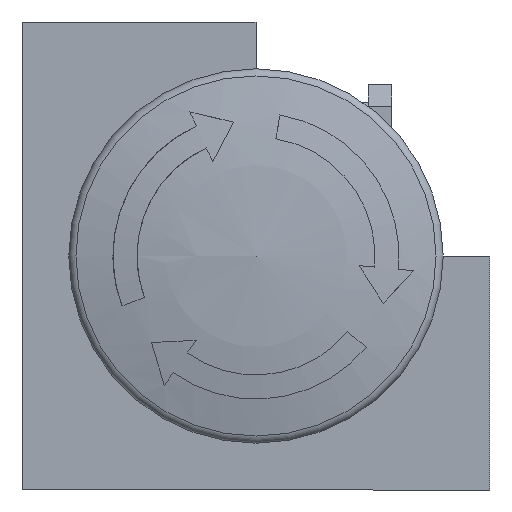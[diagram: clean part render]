
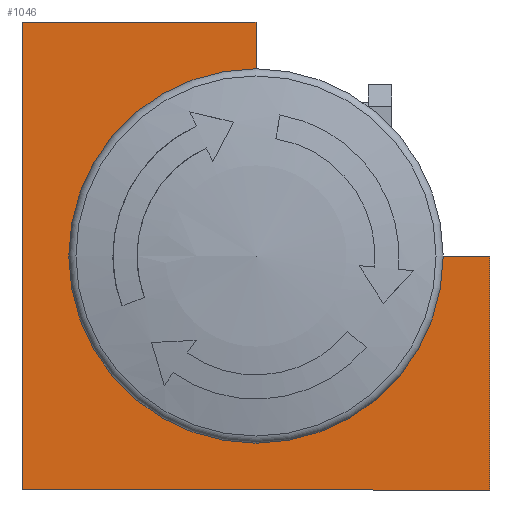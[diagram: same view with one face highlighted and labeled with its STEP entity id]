
A CAD part, front view. The second image highlights one B-rep face of the part: STEP entity #1046.
In plain terms, the highlighted planar face has unit normal (0, -1, 0).
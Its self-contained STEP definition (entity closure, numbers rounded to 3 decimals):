
#1046 = ADVANCED_FACE( '', ( #2271 ), #2272, .T. );
#2271 = FACE_OUTER_BOUND( '', #3978, .T. );
#2272 = PLANE( '', #3979 );
#3978 = EDGE_LOOP( '', ( #5830, #5831, #5832, #5833, #5834, #5835, #5836 ) );
#3979 = AXIS2_PLACEMENT_3D( '', #5837, #5838, #5839 );
#5830 = ORIENTED_EDGE( '', *, *, #10325, .T. );
#5831 = ORIENTED_EDGE( '', *, *, #10326, .T. );
#5832 = ORIENTED_EDGE( '', *, *, #10327, .T. );
#5833 = ORIENTED_EDGE( '', *, *, #10328, .T. );
#5834 = ORIENTED_EDGE( '', *, *, #10329, .T. );
#5835 = ORIENTED_EDGE( '', *, *, #10330, .T. );
#5836 = ORIENTED_EDGE( '', *, *, #10331, .T. );
#5837 = CARTESIAN_POINT( '', ( -25., -3., -25. ) );
#5838 = DIRECTION( '', ( 0., -1., 0. ) );
#5839 = DIRECTION( '', ( 0., 0., -1. ) );
#10325 = EDGE_CURVE( '', #12382, #12383, #12384, .T. );
#10326 = EDGE_CURVE( '', #12383, #12385, #12386, .T. );
#10327 = EDGE_CURVE( '', #12385, #12387, #12388, .T. );
#10328 = EDGE_CURVE( '', #12387, #12389, #12390, .T. );
#10329 = EDGE_CURVE( '', #12389, #12391, #12392, .T. );
#10330 = EDGE_CURVE( '', #12391, #12393, #12394, .T. );
#10331 = EDGE_CURVE( '', #12393, #12382, #12395, .T. );
#12382 = VERTEX_POINT( '', #15126 );
#12383 = VERTEX_POINT( '', #15127 );
#12384 = LINE( '', #15128, #15129 );
#12385 = VERTEX_POINT( '', #15130 );
#12386 = LINE( '', #15131, #15132 );
#12387 = VERTEX_POINT( '', #15133 );
#12388 = CIRCLE( '', #15134, 11.25 );
#12389 = VERTEX_POINT( '', #15135 );
#12390 = LINE( '', #15136, #15137 );
#12391 = VERTEX_POINT( '', #15138 );
#12392 = LINE( '', #15139, #15140 );
#12393 = VERTEX_POINT( '', #15141 );
#12394 = LINE( '', #15142, #15143 );
#12395 = LINE( '', #15144, #15145 );
#15126 = CARTESIAN_POINT( '', ( -25., -3., 25. ) );
#15127 = CARTESIAN_POINT( '', ( -25., -3., 0. ) );
#15128 = CARTESIAN_POINT( '', ( -25., -3., 25. ) );
#15129 = VECTOR( '', #18837, 1000. );
#15130 = CARTESIAN_POINT( '', ( -11.25, -3., 0. ) );
#15131 = CARTESIAN_POINT( '', ( 0., -3., 0. ) );
#15132 = VECTOR( '', #18838, 1000. );
#15133 = CARTESIAN_POINT( '', ( 0., -3., -11.25 ) );
#15134 = AXIS2_PLACEMENT_3D( '', #18839, #18840, #18841 );
#15135 = CARTESIAN_POINT( '', ( 0., -3., -25. ) );
#15136 = CARTESIAN_POINT( '', ( 0., -3., 0. ) );
#15137 = VECTOR( '', #18842, 1000. );
#15138 = CARTESIAN_POINT( '', ( 25., -3., -25. ) );
#15139 = CARTESIAN_POINT( '', ( -25., -3., -25. ) );
#15140 = VECTOR( '', #18843, 1000. );
#15141 = CARTESIAN_POINT( '', ( 25., -3., 25. ) );
#15142 = CARTESIAN_POINT( '', ( 25., -3., -25. ) );
#15143 = VECTOR( '', #18844, 1000. );
#15144 = CARTESIAN_POINT( '', ( 25., -3., 25. ) );
#15145 = VECTOR( '', #18845, 1000. );
#18837 = DIRECTION( '', ( 0., 0., -1. ) );
#18838 = DIRECTION( '', ( 1., 0., 0. ) );
#18839 = CARTESIAN_POINT( '', ( 0., -3., 0. ) );
#18840 = DIRECTION( '', ( 0., 1., 0. ) );
#18841 = DIRECTION( '', ( 1., 0., 0. ) );
#18842 = DIRECTION( '', ( 0., 0., -1. ) );
#18843 = DIRECTION( '', ( 1., 0., 0. ) );
#18844 = DIRECTION( '', ( 0., 0., 1. ) );
#18845 = DIRECTION( '', ( -1., 0., 0. ) );
